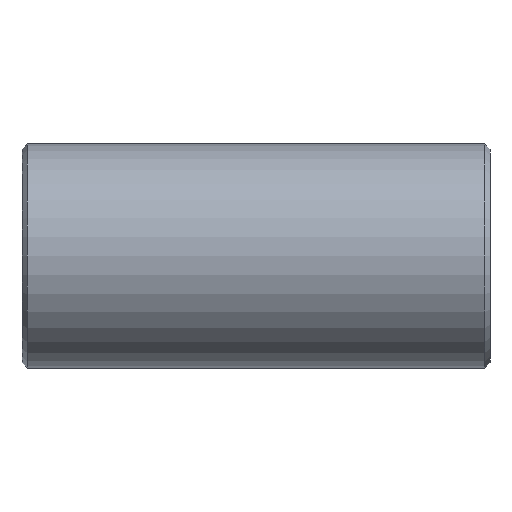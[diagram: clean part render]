
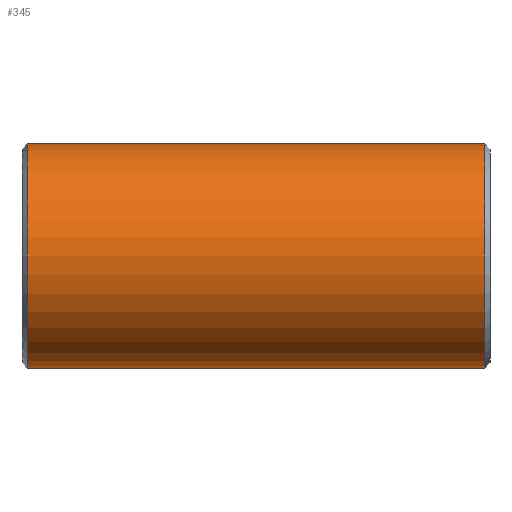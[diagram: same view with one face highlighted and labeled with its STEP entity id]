
A CAD part, front view. The second image highlights one B-rep face of the part: STEP entity #345.
In plain terms, the highlighted cylindrical face has radius 36.513 mm (diameter 73.025 mm), a partial arc.
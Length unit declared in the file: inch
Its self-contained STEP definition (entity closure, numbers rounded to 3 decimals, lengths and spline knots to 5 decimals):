
#3 = CARTESIAN_POINT ( 'NONE',  ( 3., 0., 1.4375 ) ) ;
#9 = CARTESIAN_POINT ( 'NONE',  ( -2.93233, 0., -1.4375 ) ) ;
#53 = DIRECTION ( 'NONE',  ( -1., 0., 0. ) ) ;
#71 = CARTESIAN_POINT ( 'NONE',  ( 3., 0., 0. ) ) ;
#85 = CYLINDRICAL_SURFACE ( 'NONE', #241, 1.4375 ) ;
#123 = LINE ( 'NONE', #3, #311 ) ;
#172 = CIRCLE ( 'NONE', #487, 1.4375 ) ;
#190 = DIRECTION ( 'NONE',  ( -1., 0., 0. ) ) ;
#238 = ORIENTED_EDGE ( 'NONE', *, *, #797, .T. ) ;
#241 = AXIS2_PLACEMENT_3D ( 'NONE', #71, #587, #321 ) ;
#311 = VECTOR ( 'NONE', #629, 39.37008 ) ;
#321 = DIRECTION ( 'NONE',  ( 0., 0., 1. ) ) ;
#345 = ADVANCED_FACE ( 'NONE', ( #765 ), #85, .T. ) ;
#351 = CARTESIAN_POINT ( 'NONE',  ( 2.93233, 0., 0. ) ) ;
#431 = CARTESIAN_POINT ( 'NONE',  ( -2.93233, 0., 1.4375 ) ) ;
#457 = ORIENTED_EDGE ( 'NONE', *, *, #673, .T. ) ;
#487 = AXIS2_PLACEMENT_3D ( 'NONE', #503, #699, #509 ) ;
#490 = CIRCLE ( 'NONE', #761, 1.4375 ) ;
#494 = VERTEX_POINT ( 'NONE', #803 ) ;
#503 = CARTESIAN_POINT ( 'NONE',  ( -2.93233, 0., 0. ) ) ;
#504 = EDGE_CURVE ( 'NONE', #564, #494, #490, .T. ) ;
#509 = DIRECTION ( 'NONE',  ( 0., 0., 1. ) ) ;
#564 = VERTEX_POINT ( 'NONE', #753 ) ;
#565 = LINE ( 'NONE', #768, #681 ) ;
#569 = VERTEX_POINT ( 'NONE', #431 ) ;
#587 = DIRECTION ( 'NONE',  ( -1., 0., 0. ) ) ;
#629 = DIRECTION ( 'NONE',  ( -1., 0., 0. ) ) ;
#654 = VERTEX_POINT ( 'NONE', #9 ) ;
#673 = EDGE_CURVE ( 'NONE', #569, #654, #172, .T. ) ;
#681 = VECTOR ( 'NONE', #190, 39.37008 ) ;
#688 = EDGE_CURVE ( 'NONE', #564, #654, #565, .T. ) ;
#699 = DIRECTION ( 'NONE',  ( 1., 0., 0. ) ) ;
#721 = ORIENTED_EDGE ( 'NONE', *, *, #688, .F. ) ;
#728 = EDGE_LOOP ( 'NONE', ( #721, #755, #238, #457 ) ) ;
#753 = CARTESIAN_POINT ( 'NONE',  ( 2.93233, 0., -1.4375 ) ) ;
#755 = ORIENTED_EDGE ( 'NONE', *, *, #504, .T. ) ;
#761 = AXIS2_PLACEMENT_3D ( 'NONE', #351, #53, #810 ) ;
#765 = FACE_OUTER_BOUND ( 'NONE', #728, .T. ) ;
#768 = CARTESIAN_POINT ( 'NONE',  ( 3., 0., -1.4375 ) ) ;
#797 = EDGE_CURVE ( 'NONE', #494, #569, #123, .T. ) ;
#803 = CARTESIAN_POINT ( 'NONE',  ( 2.93233, 0., 1.4375 ) ) ;
#810 = DIRECTION ( 'NONE',  ( 0., 0., -1. ) ) ;
